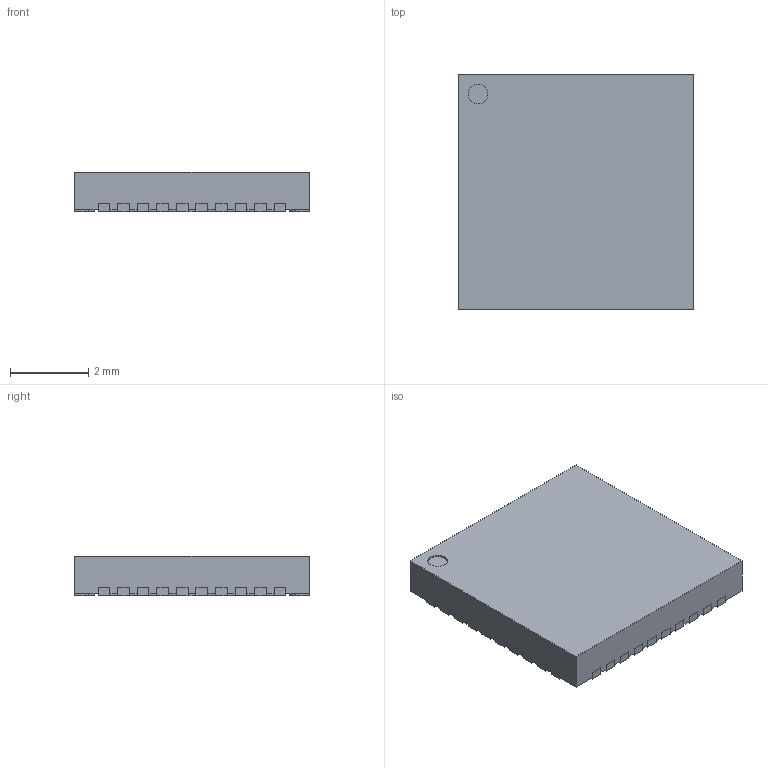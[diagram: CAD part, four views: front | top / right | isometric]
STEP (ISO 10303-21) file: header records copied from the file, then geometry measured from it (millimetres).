
FILE_DESCRIPTION(/* description */ (''),/* implementation_level */ '2;1');
FILE_NAME(/* name */ 'QFN50P600X600X100-41N-S425.stp',/* time_stamp */ '2017-09-15T13:26:59+02:00',/* author */ ('riccim'),/* organization */ (''),/* preprocessor_version */ 'ST-DEVELOPER v16.5',/* originating_system */ 'AutoCAD Mechanical',/* authorisation */ '');
FILE_SCHEMA (('AUTOMOTIVE_DESIGN { 1 0 10303 214 3 1 1 }'));
Length unit declared in the file: millimetre
Products named in the file (1): Product
Bounding box: 6 x 6 x 1 mm (x, y, z)
Volume: 35.4 mm3; surface area: 165.2 mm2
Topology: 42 solids, 42 shells, 419 faces, 999 edges, 666 vertices
Faces by surface type: plane 338, cylinder 81
Full cylindrical faces by diameter (mm): 0.5 x1
Entity records: 12008 total; most frequent: CARTESIAN_POINT 2084, DIRECTION 2000, ORIENTED_EDGE 1996, EDGE_CURVE 998, LINE 836, VECTOR 836, VERTEX_POINT 666, AXIS2_PLACEMENT_3D 582
